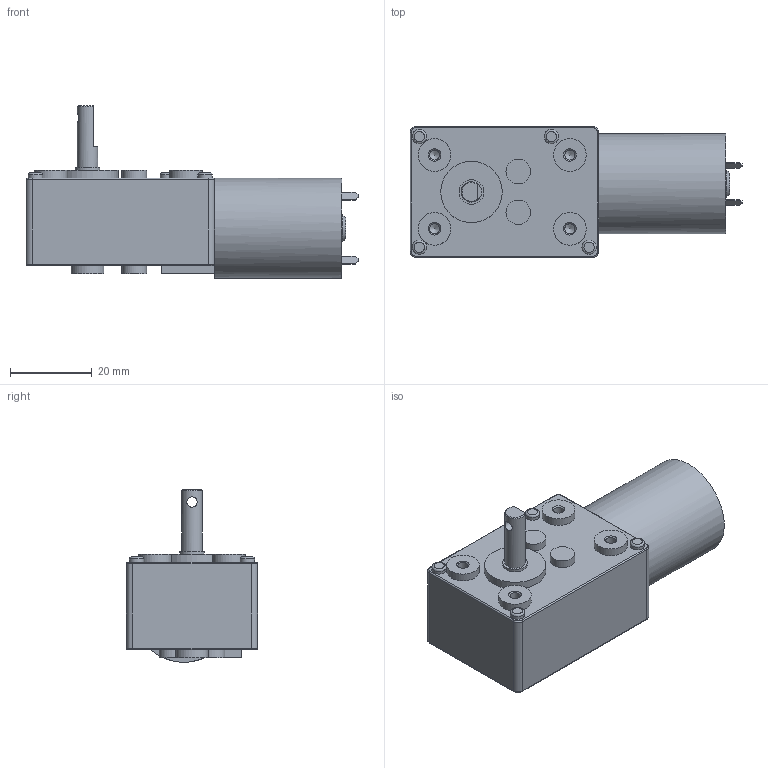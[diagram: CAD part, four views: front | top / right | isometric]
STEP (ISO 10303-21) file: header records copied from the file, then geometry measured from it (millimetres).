
FILE_DESCRIPTION((''),'2;1');
FILE_NAME('BWA Modell.stp','2017-11-27T13:56:32',('Bauer'),(''),'Autodesk Inventor 2012','Autodesk Inventor 2012','');
FILE_SCHEMA(('AUTOMOTIVE_DESIGN { 1 0 10303 214 1 1 1 1 }'));
Length unit declared in the file: millimetre
Products named in the file (1): BWA Modell
Bounding box: 81 x 32 x 42.1 mm (x, y, z)
Volume: 46992.1 mm3; surface area: 9915.2 mm2
Topology: 1 solids, 1 shells, 108 faces, 228 edges, 140 vertices
Faces by surface type: plane 50, cylinder 36, torus 12, cone 10
Full cylindrical faces by diameter (mm): 2.459 x4, 2.5 x1, 3.5 x4, 5 x1, 6 x5, 6.5 x1, 8 x5, 15 x1, 23.4 x1, 24.4 x1
Entity records: 2823 total; most frequent: DIRECTION 494, CARTESIAN_POINT 463, ORIENTED_EDGE 368, AXIS2_PLACEMENT_3D 204, EDGE_CURVE 184, EDGE_LOOP 167, VERTEX_POINT 133, STYLED_ITEM 109
